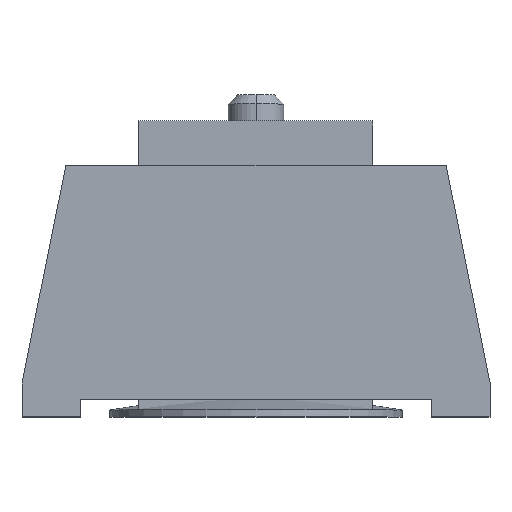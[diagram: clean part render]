
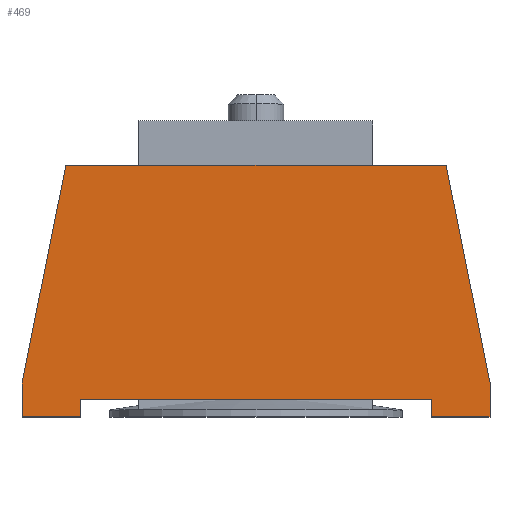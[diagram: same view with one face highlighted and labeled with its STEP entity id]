
A CAD part, top view. The second image highlights one B-rep face of the part: STEP entity #469.
In plain terms, the highlighted planar face has unit normal (0, 0, 1).
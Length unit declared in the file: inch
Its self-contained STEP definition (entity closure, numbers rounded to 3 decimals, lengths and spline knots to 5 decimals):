
#45 = VERTEX_POINT ( 'NONE', #229 ) ;
#73 = CARTESIAN_POINT ( 'NONE',  ( 1., 0., 0.45 ) ) ;
#86 = DIRECTION ( 'NONE',  ( 1., 0., 0. ) ) ;
#98 = VERTEX_POINT ( 'NONE', #678 ) ;
#110 = EDGE_CURVE ( 'NONE', #234, #1039, #167, .T. ) ;
#115 = LINE ( 'NONE', #482, #409 ) ;
#142 = CARTESIAN_POINT ( 'NONE',  ( 0.8125, 1.075, 0.45 ) ) ;
#151 = VERTEX_POINT ( 'NONE', #1136 ) ;
#161 = CARTESIAN_POINT ( 'NONE',  ( -0.75, 0.075, 0.45 ) ) ;
#167 = LINE ( 'NONE', #342, #213 ) ;
#181 = CARTESIAN_POINT ( 'NONE',  ( -1., 0., 0.45 ) ) ;
#188 = VECTOR ( 'NONE', #591, 39.37008 ) ;
#213 = VECTOR ( 'NONE', #529, 39.37008 ) ;
#229 = CARTESIAN_POINT ( 'NONE',  ( 0.75, 0.075, 0.45 ) ) ;
#234 = VERTEX_POINT ( 'NONE', #687 ) ;
#241 = ORIENTED_EDGE ( 'NONE', *, *, #291, .F. ) ;
#278 = ORIENTED_EDGE ( 'NONE', *, *, #943, .F. ) ;
#291 = EDGE_CURVE ( 'NONE', #1039, #151, #496, .T. ) ;
#298 = EDGE_CURVE ( 'NONE', #151, #436, #682, .T. ) ;
#308 = CARTESIAN_POINT ( 'NONE',  ( 0.75, 0.075, 0.45 ) ) ;
#319 = DIRECTION ( 'NONE',  ( -1., 0., 0. ) ) ;
#322 = DIRECTION ( 'NONE',  ( 0., -1., 0. ) ) ;
#323 = EDGE_CURVE ( 'NONE', #45, #752, #1093, .T. ) ;
#341 = ORIENTED_EDGE ( 'NONE', *, *, #1064, .T. ) ;
#342 = CARTESIAN_POINT ( 'NONE',  ( 0., 1.075, 0.45 ) ) ;
#362 = CARTESIAN_POINT ( 'NONE',  ( -0.75, 0., 0.45 ) ) ;
#373 = LINE ( 'NONE', #447, #869 ) ;
#387 = CARTESIAN_POINT ( 'NONE',  ( 0.8125, 1.075, 0.45 ) ) ;
#409 = VECTOR ( 'NONE', #1094, 39.37008 ) ;
#415 = ORIENTED_EDGE ( 'NONE', *, *, #1097, .T. ) ;
#416 = ORIENTED_EDGE ( 'NONE', *, *, #893, .T. ) ;
#436 = VERTEX_POINT ( 'NONE', #73 ) ;
#447 = CARTESIAN_POINT ( 'NONE',  ( 0.75, 0., 0.45 ) ) ;
#469 = ADVANCED_FACE ( 'NONE', ( #843 ), #501, .F. ) ;
#472 = ORIENTED_EDGE ( 'NONE', *, *, #298, .F. ) ;
#482 = CARTESIAN_POINT ( 'NONE',  ( -0.8125, 1.075, 0.45 ) ) ;
#488 = AXIS2_PLACEMENT_3D ( 'NONE', #931, #828, #319 ) ;
#496 = LINE ( 'NONE', #142, #188 ) ;
#501 = PLANE ( 'NONE',  #488 ) ;
#506 = VERTEX_POINT ( 'NONE', #679 ) ;
#513 = ORIENTED_EDGE ( 'NONE', *, *, #922, .T. ) ;
#529 = DIRECTION ( 'NONE',  ( 1., 0., 0. ) ) ;
#541 = VECTOR ( 'NONE', #1006, 39.37008 ) ;
#544 = LINE ( 'NONE', #887, #830 ) ;
#548 = DIRECTION ( 'NONE',  ( 0., 1., 0. ) ) ;
#591 = DIRECTION ( 'NONE',  ( 0.198, -0.98, 0. ) ) ;
#638 = EDGE_CURVE ( 'NONE', #436, #506, #895, .T. ) ;
#650 = ORIENTED_EDGE ( 'NONE', *, *, #638, .F. ) ;
#678 = CARTESIAN_POINT ( 'NONE',  ( -1., 0., 0.45 ) ) ;
#679 = CARTESIAN_POINT ( 'NONE',  ( 0.75, 0., 0.45 ) ) ;
#682 = LINE ( 'NONE', #1030, #878 ) ;
#683 = VERTEX_POINT ( 'NONE', #362 ) ;
#687 = CARTESIAN_POINT ( 'NONE',  ( -0.8125, 1.075, 0.45 ) ) ;
#733 = LINE ( 'NONE', #825, #759 ) ;
#752 = VERTEX_POINT ( 'NONE', #161 ) ;
#759 = VECTOR ( 'NONE', #1078, 39.37008 ) ;
#825 = CARTESIAN_POINT ( 'NONE',  ( -1., 0.145, 0.45 ) ) ;
#828 = DIRECTION ( 'NONE',  ( 0., 0., -1. ) ) ;
#830 = VECTOR ( 'NONE', #548, 39.37008 ) ;
#843 = FACE_OUTER_BOUND ( 'NONE', #919, .T. ) ;
#854 = ORIENTED_EDGE ( 'NONE', *, *, #110, .F. ) ;
#869 = VECTOR ( 'NONE', #1065, 39.37008 ) ;
#878 = VECTOR ( 'NONE', #322, 39.37008 ) ;
#887 = CARTESIAN_POINT ( 'NONE',  ( -0.75, 0., 0.45 ) ) ;
#892 = VECTOR ( 'NONE', #86, 39.37008 ) ;
#893 = EDGE_CURVE ( 'NONE', #683, #752, #544, .T. ) ;
#895 = LINE ( 'NONE', #1068, #1114 ) ;
#919 = EDGE_LOOP ( 'NONE', ( #1019, #278, #650, #472, #241, #854, #415, #341, #513, #416 ) ) ;
#922 = EDGE_CURVE ( 'NONE', #98, #683, #979, .T. ) ;
#931 = CARTESIAN_POINT ( 'NONE',  ( 0., 0., 0.45 ) ) ;
#943 = EDGE_CURVE ( 'NONE', #506, #45, #373, .T. ) ;
#979 = LINE ( 'NONE', #181, #892 ) ;
#984 = DIRECTION ( 'NONE',  ( -1., 0., 0. ) ) ;
#1006 = DIRECTION ( 'NONE',  ( -1., 0., 0. ) ) ;
#1019 = ORIENTED_EDGE ( 'NONE', *, *, #323, .F. ) ;
#1030 = CARTESIAN_POINT ( 'NONE',  ( 1., 0.145, 0.45 ) ) ;
#1039 = VERTEX_POINT ( 'NONE', #387 ) ;
#1064 = EDGE_CURVE ( 'NONE', #1116, #98, #733, .T. ) ;
#1065 = DIRECTION ( 'NONE',  ( 0., 1., 0. ) ) ;
#1068 = CARTESIAN_POINT ( 'NONE',  ( 1., 0., 0.45 ) ) ;
#1078 = DIRECTION ( 'NONE',  ( 0., -1., 0. ) ) ;
#1084 = CARTESIAN_POINT ( 'NONE',  ( -1., 0.145, 0.45 ) ) ;
#1093 = LINE ( 'NONE', #308, #541 ) ;
#1094 = DIRECTION ( 'NONE',  ( -0.198, -0.98, 0. ) ) ;
#1097 = EDGE_CURVE ( 'NONE', #234, #1116, #115, .T. ) ;
#1114 = VECTOR ( 'NONE', #984, 39.37008 ) ;
#1116 = VERTEX_POINT ( 'NONE', #1084 ) ;
#1136 = CARTESIAN_POINT ( 'NONE',  ( 1., 0.145, 0.45 ) ) ;
